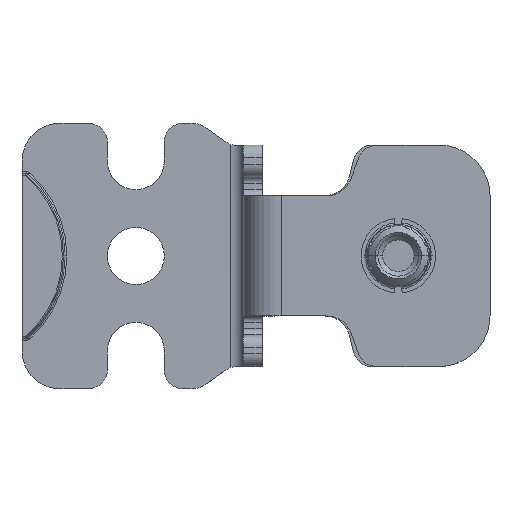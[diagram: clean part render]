
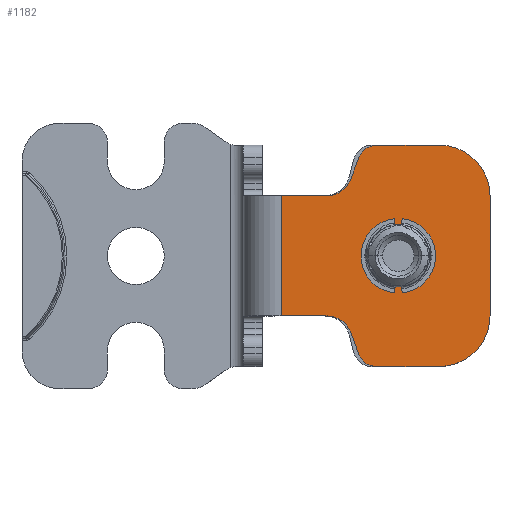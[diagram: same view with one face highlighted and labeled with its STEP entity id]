
A CAD part, top view. The second image highlights one B-rep face of the part: STEP entity #1182.
In plain terms, the highlighted planar face has unit normal (0, 0, 1).
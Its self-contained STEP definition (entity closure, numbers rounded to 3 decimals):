
#1182=ADVANCED_FACE('',(#2405,#2406),#2407,.T.);
#2405=FACE_OUTER_BOUND('',#9563,.T.);
#2406=FACE_BOUND('',#9564,.T.);
#2407=PLANE('',#9565);
#9563=EDGE_LOOP('',(#12841,#12842,#12843,#12844,#12845,#12846,#12847,#12848,#12849,#12850,#12851,#12852,#12853,#12854));
#9564=EDGE_LOOP('',(#12855,#12856));
#9565=AXIS2_PLACEMENT_3D('',#12857,#12858,#12859);
#12841=ORIENTED_EDGE('',*,*,#14518,.T.);
#12842=ORIENTED_EDGE('',*,*,#14519,.T.);
#12843=ORIENTED_EDGE('',*,*,#14520,.T.);
#12844=ORIENTED_EDGE('',*,*,#14521,.T.);
#12845=ORIENTED_EDGE('',*,*,#14522,.T.);
#12846=ORIENTED_EDGE('',*,*,#14523,.T.);
#12847=ORIENTED_EDGE('',*,*,#14524,.T.);
#12848=ORIENTED_EDGE('',*,*,#14525,.T.);
#12849=ORIENTED_EDGE('',*,*,#14526,.T.);
#12850=ORIENTED_EDGE('',*,*,#14527,.T.);
#12851=ORIENTED_EDGE('',*,*,#14528,.T.);
#12852=ORIENTED_EDGE('',*,*,#14529,.T.);
#12853=ORIENTED_EDGE('',*,*,#14530,.T.);
#12854=ORIENTED_EDGE('',*,*,#14531,.T.);
#12855=ORIENTED_EDGE('',*,*,#14516,.T.);
#12856=ORIENTED_EDGE('',*,*,#14496,.T.);
#12857=CARTESIAN_POINT('',(0.0,0.0,2.0));
#12858=DIRECTION('',(0.0,0.0,1.0));
#12859=DIRECTION('',(1.0,0.0,0.0));
#14496=EDGE_CURVE('',#16559,#16556,#16560,.T.);
#14516=EDGE_CURVE('',#16556,#16559,#16595,.T.);
#14518=EDGE_CURVE('',#16597,#16598,#16599,.T.);
#14519=EDGE_CURVE('',#16598,#16600,#16601,.T.);
#14520=EDGE_CURVE('',#16600,#16602,#16603,.T.);
#14521=EDGE_CURVE('',#16602,#16604,#16605,.T.);
#14522=EDGE_CURVE('',#16604,#16606,#16607,.T.);
#14523=EDGE_CURVE('',#16606,#16608,#16609,.T.);
#14524=EDGE_CURVE('',#16608,#16610,#16611,.T.);
#14525=EDGE_CURVE('',#16610,#16612,#16613,.T.);
#14526=EDGE_CURVE('',#16612,#16614,#16615,.T.);
#14527=EDGE_CURVE('',#16614,#16616,#16617,.T.);
#14528=EDGE_CURVE('',#16616,#16618,#16619,.T.);
#14529=EDGE_CURVE('',#16618,#16620,#16621,.T.);
#14530=EDGE_CURVE('',#16620,#16622,#16623,.T.);
#14531=EDGE_CURVE('',#16622,#16597,#16624,.T.);
#16556=VERTEX_POINT('',#25952);
#16559=VERTEX_POINT('',#25956);
#16560=CIRCLE('',#25957,2.0);
#16595=CIRCLE('',#26001,2.0);
#16597=VERTEX_POINT('',#26003);
#16598=VERTEX_POINT('',#26004);
#16599=LINE('',#26005,#26006);
#16600=VERTEX_POINT('',#26007);
#16601=CIRCLE('',#26008,3.0);
#16602=VERTEX_POINT('',#26009);
#16603=LINE('',#26010,#26011);
#16604=VERTEX_POINT('',#26012);
#16605=CIRCLE('',#26013,8.0);
#16606=VERTEX_POINT('',#26014);
#16607=LINE('',#26015,#26016);
#16608=VERTEX_POINT('',#26017);
#16609=CIRCLE('',#26018,8.0);
#16610=VERTEX_POINT('',#26019);
#16611=LINE('',#26020,#26021);
#16612=VERTEX_POINT('',#26022);
#16613=CIRCLE('',#26023,3.0);
#16614=VERTEX_POINT('',#26024);
#16615=LINE('',#26025,#26026);
#16616=VERTEX_POINT('',#26027);
#16617=CIRCLE('',#26028,4.0);
#16618=VERTEX_POINT('',#26029);
#16619=LINE('',#26030,#26031);
#16620=VERTEX_POINT('',#26032);
#16621=LINE('',#26033,#26034);
#16622=VERTEX_POINT('',#26035);
#16623=LINE('',#26036,#26037);
#16624=CIRCLE('',#26038,4.0);
#25952=CARTESIAN_POINT('',(2.0,0.0,2.0));
#25956=CARTESIAN_POINT('',(-2.0,0.,2.0));
#25957=AXIS2_PLACEMENT_3D('',#27792,#27793,#27794);
#26001=AXIS2_PLACEMENT_3D('',#27828,#27829,#27830);
#26003=CARTESIAN_POINT('',(-7.527,-12.096,2.0));
#26004=CARTESIAN_POINT('',(-6.23,-15.553,2.0));
#26005=CARTESIAN_POINT('',(-7.527,-12.096,2.0));
#26006=VECTOR('',#27831,3.693);
#26007=CARTESIAN_POINT('',(-3.421,-17.5,2.0));
#26008=AXIS2_PLACEMENT_3D('',#27832,#27833,#27834);
#26009=CARTESIAN_POINT('',(6.5,-17.5,2.0));
#26010=CARTESIAN_POINT('',(-3.421,-17.5,2.0));
#26011=VECTOR('',#27835,9.921);
#26012=CARTESIAN_POINT('',(14.5,-9.5,2.0));
#26013=AXIS2_PLACEMENT_3D('',#27836,#27837,#27838);
#26014=CARTESIAN_POINT('',(14.5,9.5,2.0));
#26015=CARTESIAN_POINT('',(14.5,-9.5,2.0));
#26016=VECTOR('',#27839,19.0);
#26017=CARTESIAN_POINT('',(6.5,17.5,2.0));
#26018=AXIS2_PLACEMENT_3D('',#27840,#27841,#27842);
#26019=CARTESIAN_POINT('',(-3.421,17.5,2.0));
#26020=CARTESIAN_POINT('',(6.5,17.5,2.0));
#26021=VECTOR('',#27843,9.921);
#26022=CARTESIAN_POINT('',(-6.23,15.553,2.0));
#26023=AXIS2_PLACEMENT_3D('',#27844,#27845,#27846);
#26024=CARTESIAN_POINT('',(-7.527,12.096,2.0));
#26025=CARTESIAN_POINT('',(-6.23,15.553,2.0));
#26026=VECTOR('',#27847,3.693);
#26027=CARTESIAN_POINT('',(-11.272,9.5,2.0));
#26028=AXIS2_PLACEMENT_3D('',#27848,#27849,#27850);
#26029=CARTESIAN_POINT('',(-18.5,9.5,2.0));
#26030=CARTESIAN_POINT('',(-11.272,9.5,2.0));
#26031=VECTOR('',#27851,7.228);
#26032=CARTESIAN_POINT('',(-18.5,-9.5,2.0));
#26033=CARTESIAN_POINT('',(-18.5,9.5,2.0));
#26034=VECTOR('',#27852,19.0);
#26035=CARTESIAN_POINT('',(-11.272,-9.5,2.0));
#26036=CARTESIAN_POINT('',(-18.5,-9.5,2.0));
#26037=VECTOR('',#27853,7.228);
#26038=AXIS2_PLACEMENT_3D('',#27854,#27855,#27856);
#27792=CARTESIAN_POINT('',(0.0,0.0,2.0));
#27793=DIRECTION('',(0.0,0.0,-1.0));
#27794=DIRECTION('',(1.0,0.0,0.0));
#27828=CARTESIAN_POINT('',(0.0,0.0,2.0));
#27829=DIRECTION('',(0.0,0.0,-1.0));
#27830=DIRECTION('',(1.0,0.0,0.0));
#27831=DIRECTION('',(0.351,-0.936,0.0));
#27832=CARTESIAN_POINT('',(-3.421,-14.5,2.0));
#27833=DIRECTION('',(0.0,0.0,1.0));
#27834=DIRECTION('',(-0.936,-0.351,0.0));
#27835=DIRECTION('',(1.0,0.0,0.0));
#27836=CARTESIAN_POINT('',(6.5,-9.5,2.0));
#27837=DIRECTION('',(0.0,0.0,1.0));
#27838=DIRECTION('',(0.0,-1.0,0.0));
#27839=DIRECTION('',(0.0,1.0,0.0));
#27840=CARTESIAN_POINT('',(6.5,9.5,2.0));
#27841=DIRECTION('',(0.0,0.0,1.0));
#27842=DIRECTION('',(1.0,0.0,0.0));
#27843=DIRECTION('',(-1.0,0.0,0.0));
#27844=CARTESIAN_POINT('',(-3.421,14.5,2.0));
#27845=DIRECTION('',(0.0,0.0,1.0));
#27846=DIRECTION('',(0.,1.0,0.0));
#27847=DIRECTION('',(-0.351,-0.936,0.0));
#27848=CARTESIAN_POINT('',(-11.272,13.5,2.0));
#27849=DIRECTION('',(0.0,0.0,-1.0));
#27850=DIRECTION('',(0.936,-0.351,0.0));
#27851=DIRECTION('',(-1.0,0.0,0.0));
#27852=DIRECTION('',(0.0,-1.0,0.0));
#27853=DIRECTION('',(1.0,0.0,0.0));
#27854=CARTESIAN_POINT('',(-11.272,-13.5,2.0));
#27855=DIRECTION('',(0.0,0.0,-1.0));
#27856=DIRECTION('',(0.0,1.0,0.0));
